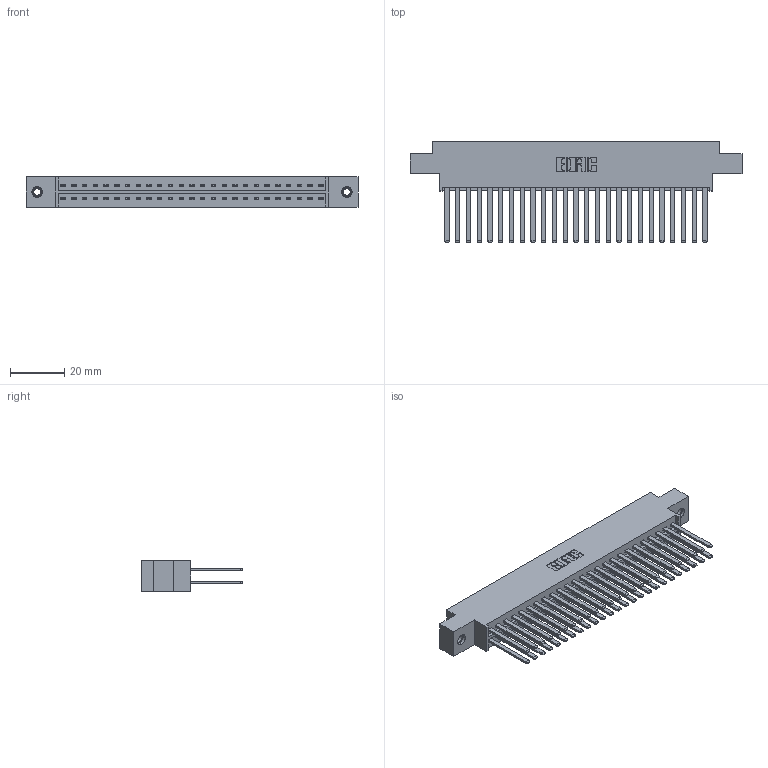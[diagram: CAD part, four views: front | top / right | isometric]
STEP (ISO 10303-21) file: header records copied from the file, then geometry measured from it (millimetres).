
FILE_DESCRIPTION (( 'STEP AP203' ), '1' );
FILE_NAME ('336-050-541-807.STEP', '2020-08-08T00:10:14', ( '' ), ( '' ), 'SwSTEP 2.0', 'SolidWorks 2020', '' );
FILE_SCHEMA (( 'CONFIG_CONTROL_DESIGN' ));
Length unit declared in the file: inch
Products named in the file (4): 336 Part_Offset - .156 Dia - TI; 345-250-001_345-250-005-103; 336-290-001_336-290-541; 336-050-541-807
Assembly tree (53 placements, depth 2):
  336-050-541-807
    336 Part_Offset - .156 Dia - TI
    336-290-001_336-290-541  x50
    345-250-001_345-250-005-103  x2
Bounding box: 122.45 x 37.34 x 11.1 mm (x, y, z)
Volume: 18350 mm3; surface area: 23251.6 mm2
Topology: 53 solids, 53 shells, 2278 faces, 6809 edges, 4498 vertices
Faces by surface type: plane 1406, cylinder 856, cone 12, torus 4
Entity records: 22619 total; most frequent: CARTESIAN_POINT 3888, ORIENTED_EDGE 3718, DIRECTION 3273, EDGE_CURVE 1859, LINE 1707, VECTOR 1707, VERTEX_POINT 1234, AXIS2_PLACEMENT_3D 783
